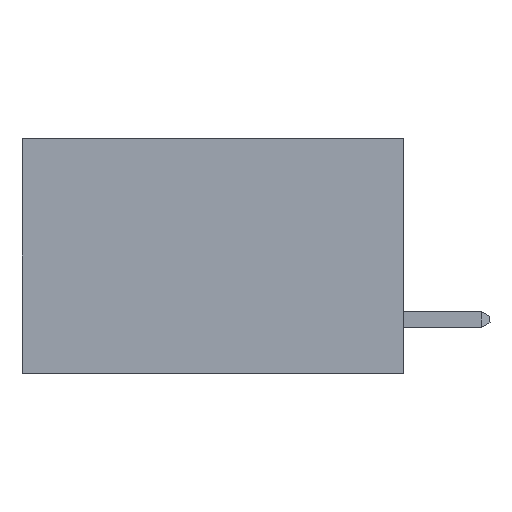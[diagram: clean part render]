
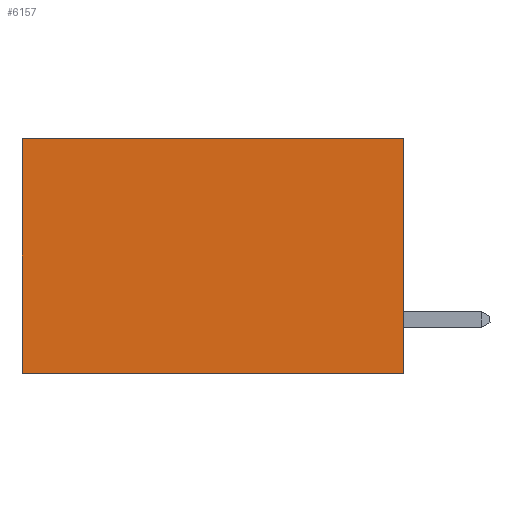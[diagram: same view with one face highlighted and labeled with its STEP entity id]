
A CAD part, left-side view. The second image highlights one B-rep face of the part: STEP entity #6157.
In plain terms, the highlighted planar face has unit normal (-1, 0, 0).
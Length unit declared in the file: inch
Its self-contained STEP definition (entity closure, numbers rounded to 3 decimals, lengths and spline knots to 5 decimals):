
#351 = ORIENTED_EDGE ( 'NONE', *, *, #10222, .T. ) ;
#458 = ORIENTED_EDGE ( 'NONE', *, *, #9497, .F. ) ;
#672 = ORIENTED_EDGE ( 'NONE', *, *, #9101, .F. ) ;
#722 = ORIENTED_EDGE ( 'NONE', *, *, #10202, .T. ) ;
#980 = CARTESIAN_POINT ( 'NONE',  ( 0.2875, 0., -0.37 ) ) ;
#1243 = VERTEX_POINT ( 'NONE', #7188 ) ;
#2508 = PLANE ( 'NONE',  #6973 ) ;
#3304 = CARTESIAN_POINT ( 'NONE',  ( 0.2875, 0., 0. ) ) ;
#3562 = CARTESIAN_POINT ( 'NONE',  ( 0.2875, 0., 0. ) ) ;
#4296 = DIRECTION ( 'NONE',  ( 0., 0., -1. ) ) ;
#4423 = LINE ( 'NONE', #9731, #8800 ) ;
#4839 = VERTEX_POINT ( 'NONE', #6697 ) ;
#5072 = VERTEX_POINT ( 'NONE', #8027 ) ;
#6157 = ADVANCED_FACE ( 'NONE', ( #9639 ), #2508, .F. ) ;
#6390 = DIRECTION ( 'NONE',  ( 0., 1., 0. ) ) ;
#6464 = LINE ( 'NONE', #8830, #9095 ) ;
#6697 = CARTESIAN_POINT ( 'NONE',  ( 0.2875, 0.6, -0.37 ) ) ;
#6973 = AXIS2_PLACEMENT_3D ( 'NONE', #3304, #9044, #4296 ) ;
#7188 = CARTESIAN_POINT ( 'NONE',  ( 0.2875, 0.6, 0. ) ) ;
#7905 = CARTESIAN_POINT ( 'NONE',  ( 0.2875, 0., 0. ) ) ;
#8027 = CARTESIAN_POINT ( 'NONE',  ( 0.2875, 0., -0.37 ) ) ;
#8133 = LINE ( 'NONE', #980, #8433 ) ;
#8265 = EDGE_LOOP ( 'NONE', ( #722, #672, #458, #351 ) ) ;
#8433 = VECTOR ( 'NONE', #6390, 39.37008 ) ;
#8691 = VECTOR ( 'NONE', #8801, 39.37008 ) ;
#8785 = DIRECTION ( 'NONE',  ( 0., 1., 0. ) ) ;
#8800 = VECTOR ( 'NONE', #10630, 39.37008 ) ;
#8801 = DIRECTION ( 'NONE',  ( 0., 0., -1. ) ) ;
#8830 = CARTESIAN_POINT ( 'NONE',  ( 0.2875, 0., 0. ) ) ;
#9044 = DIRECTION ( 'NONE',  ( 1., 0., 0. ) ) ;
#9095 = VECTOR ( 'NONE', #8785, 39.37008 ) ;
#9101 = EDGE_CURVE ( 'NONE', #5072, #4839, #8133, .T. ) ;
#9497 = EDGE_CURVE ( 'NONE', #11574, #5072, #11027, .T. ) ;
#9639 = FACE_OUTER_BOUND ( 'NONE', #8265, .T. ) ;
#9731 = CARTESIAN_POINT ( 'NONE',  ( 0.2875, 0.6, 0. ) ) ;
#10202 = EDGE_CURVE ( 'NONE', #1243, #4839, #4423, .T. ) ;
#10222 = EDGE_CURVE ( 'NONE', #11574, #1243, #6464, .T. ) ;
#10630 = DIRECTION ( 'NONE',  ( 0., 0., -1. ) ) ;
#11027 = LINE ( 'NONE', #7905, #8691 ) ;
#11574 = VERTEX_POINT ( 'NONE', #3562 ) ;
